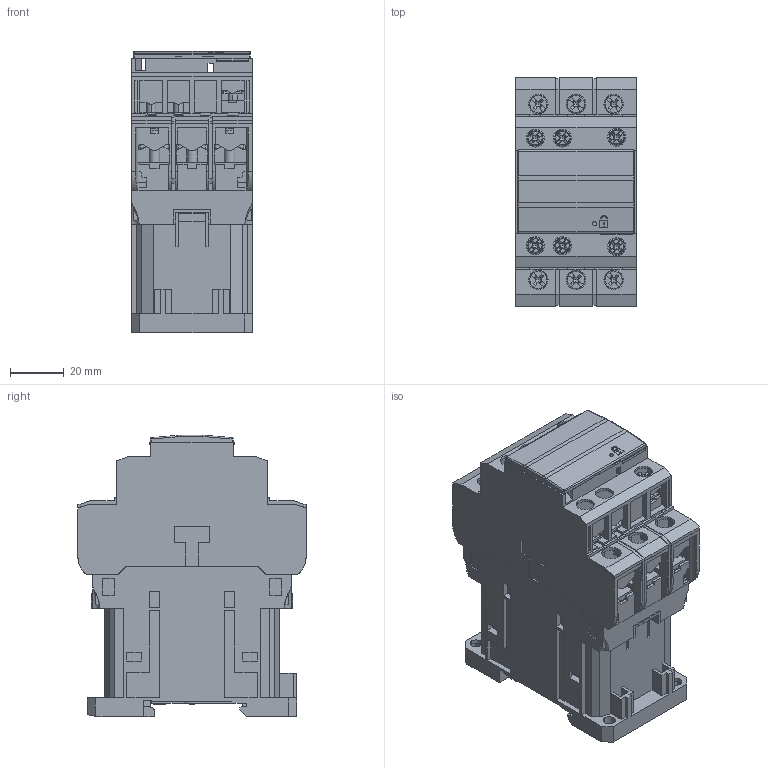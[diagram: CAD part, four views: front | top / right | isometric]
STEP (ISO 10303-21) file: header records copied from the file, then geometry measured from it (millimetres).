
FILE_DESCRIPTION (( 'STEP AP203' ), '1' );
FILE_NAME ('CWBS38-33-30C03.step', '2023-01-18T18:09:35', ( '' ), ( '' ), 'SwSTEP 2.0', 'SolidWorks 2021', '' );
FILE_SCHEMA (( 'CONFIG_CONTROL_DESIGN' ));
Products named in the file (1): CWBS38-33-30C03
Bounding box: 44.8 x 85 x 104.7 mm (x, y, z)
Volume: 264703.9 mm3; surface area: 74371.1 mm2
Topology: 42 solids, 45 shells, 3062 faces, 8385 edges, 5409 vertices
Faces by surface type: plane 1894, cylinder 647, bspline 341, cone 180
Entity records: 103450 total; most frequent: CARTESIAN_POINT 29358, ORIENTED_EDGE 16706, DIRECTION 13672, EDGE_CURVE 8353, LINE 5558, VECTOR 5558, VERTEX_POINT 5409, AXIS2_PLACEMENT_3D 4057
